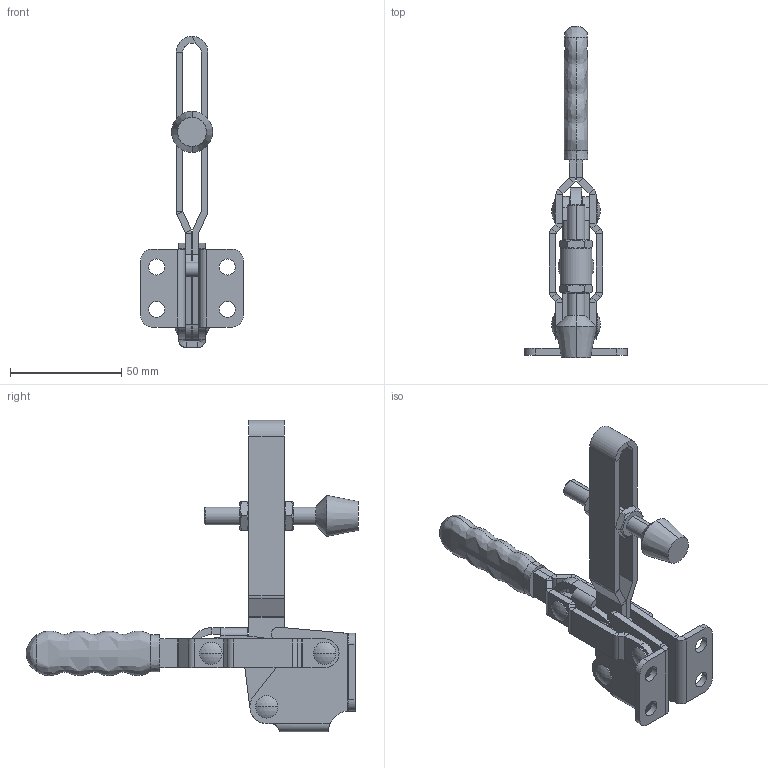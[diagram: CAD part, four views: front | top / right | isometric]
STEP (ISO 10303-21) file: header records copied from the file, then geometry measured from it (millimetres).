
FILE_DESCRIPTION (( 'STEP AP203' ), '1' );
FILE_NAME ('HS-12132装配体.STEP', '2018-12-07T01:14:20', ( 'PCOS' ), ( '微软中国' ), 'SwSTEP 2.0', 'SolidWorks 2012', '' );
FILE_SCHEMA (( 'CONFIG_CONTROL_DESIGN' ));
Length unit declared in the file: millimetre
Products named in the file (13): HS-12132蚾饜极; 酗种; 眻忒梟蚾饜极; 忒參; 忒梟; 酗U倰揤參蚾饜极; 酗U倰揤參; hex thin nuts-grades ab-chamfered gb_GB_FASTENER_NUT_STNAB M8-N; hexagon head bolts-full thread gb_GB_FASTENER_BOLT_STBAB A M8X55-C; 揤輸; 蟀裝; 傻种; 楊擘菁釱
Assembly tree (16 placements, depth 3):
  HS-12132蚾饜极
    楊擘菁釱
    傻种  x2
    蟀裝
    酗U倰揤參蚾饜极
      揤輸
      hexagon head bolts-full thread gb_GB_FASTENER_BOLT_STBAB A M8X55-C
      hex thin nuts-grades ab-chamfered gb_GB_FASTENER_NUT_STNAB M8-N  x2
      酗U倰揤參
    眻忒梟蚾饜极
      忒梟  x2
      忒參
    酗种  x2
Bounding box: 46 x 148.92 x 139.6 mm (x, y, z)
Volume: 55062.9 mm3; surface area: 39664.3 mm2
Topology: 14 solids, 14 shells, 792 faces, 1994 edges, 1266 vertices
Faces by surface type: plane 405, cylinder 191, bspline 150, cone 30, sphere 16
Entity records: 30981 total; most frequent: CARTESIAN_POINT 13367, ORIENTED_EDGE 3564, DIRECTION 2936, EDGE_CURVE 1782, VERTEX_POINT 1142, LINE 1090, VECTOR 1090, AXIS2_PLACEMENT_3D 923
